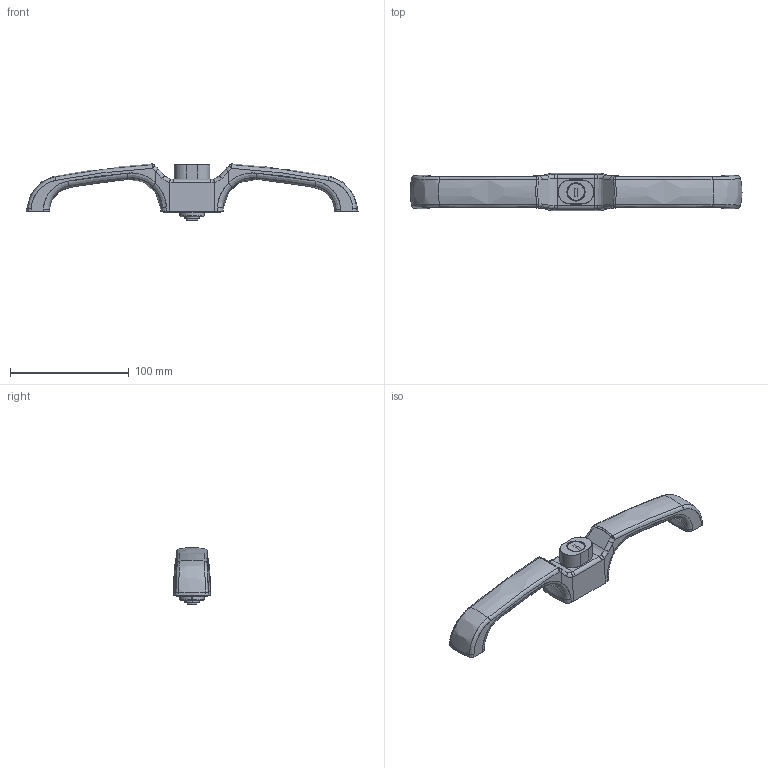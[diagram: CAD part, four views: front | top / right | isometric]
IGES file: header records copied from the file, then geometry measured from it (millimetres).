
Start section: SolidWorks IGES file using analytic representation for surfaces
Global section: file name: AP-871-2-S_.IGS,15; native system: HSolidWorks 2007; preprocessor: SolidWorks 2007; author: snakamura; date: 080221.084648; units: millimetre
Bounding box: 280 x 32 x 47.79 mm (x, y, z)
Surface area: 41833.5 mm2 (no closed solid volume)
Topology: 0 solids, 0 shells, 313 faces, 4091 edges, 4073 vertices
Faces by surface type: bspline 168, revolution 145
